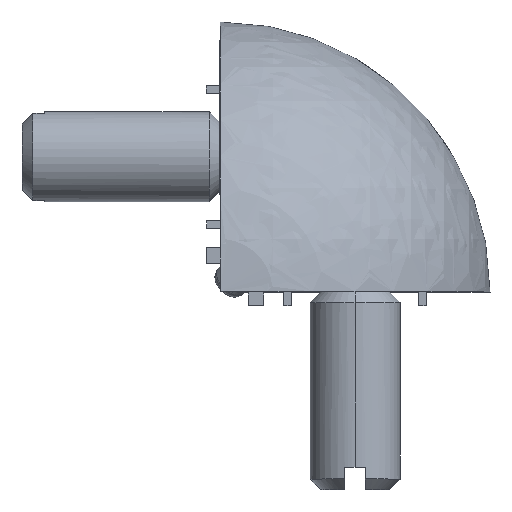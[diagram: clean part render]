
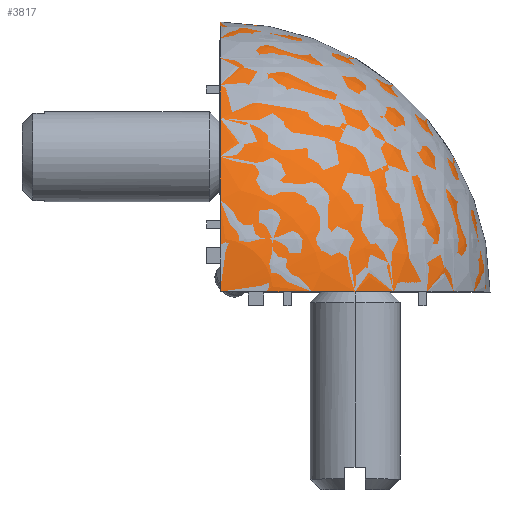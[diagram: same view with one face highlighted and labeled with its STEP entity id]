
A CAD part, top view. The second image highlights one B-rep face of the part: STEP entity #3817.
In plain terms, the highlighted spherical face has radius 30 mm.
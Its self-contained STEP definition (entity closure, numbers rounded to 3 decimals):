
#537 = DIRECTION ( 'NONE',  ( 0., 0., -1. ) ) ;
#550 = EDGE_CURVE ( 'NONE', #1616, #4859, #1058, .T. ) ;
#695 = CARTESIAN_POINT ( 'NONE',  ( 0., 0., 0. ) ) ;
#846 = ORIENTED_EDGE ( 'NONE', *, *, #2622, .T. ) ;
#1058 = CIRCLE ( 'NONE', #4302, 30. ) ;
#1105 = CIRCLE ( 'NONE', #4981, 30. ) ;
#1575 = ORIENTED_EDGE ( 'NONE', *, *, #550, .F. ) ;
#1616 = VERTEX_POINT ( 'NONE', #2251 ) ;
#2251 = CARTESIAN_POINT ( 'NONE',  ( 0., 30., 0. ) ) ;
#2622 = EDGE_CURVE ( 'NONE', #5253, #4859, #1105, .T. ) ;
#2773 = EDGE_CURVE ( 'NONE', #1616, #5253, #5642, .T. ) ;
#3183 = AXIS2_PLACEMENT_3D ( 'NONE', #695, #7159, #3611 ) ;
#3224 = DIRECTION ( 'NONE',  ( 0., 1., 0. ) ) ;
#3611 = DIRECTION ( 'NONE',  ( 1., 0., 0. ) ) ;
#3795 = DIRECTION ( 'NONE',  ( -1., 0., 0. ) ) ;
#3817 = ADVANCED_FACE ( 'NONE', ( #7193 ), #6078, .T. ) ;
#3897 = CARTESIAN_POINT ( 'NONE',  ( -30., 0., 0. ) ) ;
#4088 = CARTESIAN_POINT ( 'NONE',  ( 0., 0., 0. ) ) ;
#4116 = DIRECTION ( 'NONE',  ( 1., 0., 0. ) ) ;
#4302 = AXIS2_PLACEMENT_3D ( 'NONE', #4088, #4116, #537 ) ;
#4365 = DIRECTION ( 'NONE',  ( 0., 0., -1. ) ) ;
#4859 = VERTEX_POINT ( 'NONE', #5649 ) ;
#4981 = AXIS2_PLACEMENT_3D ( 'NONE', #7238, #5437, #4365 ) ;
#5103 = AXIS2_PLACEMENT_3D ( 'NONE', #7361, #3795, #3224 ) ;
#5253 = VERTEX_POINT ( 'NONE', #3897 ) ;
#5315 = EDGE_LOOP ( 'NONE', ( #846, #1575, #7132 ) ) ;
#5437 = DIRECTION ( 'NONE',  ( 0., 1., 0. ) ) ;
#5642 = CIRCLE ( 'NONE', #3183, 30. ) ;
#5649 = CARTESIAN_POINT ( 'NONE',  ( 0., 0., 30. ) ) ;
#6078 = SPHERICAL_SURFACE ( 'NONE', #5103, 30. ) ;
#7132 = ORIENTED_EDGE ( 'NONE', *, *, #2773, .T. ) ;
#7159 = DIRECTION ( 'NONE',  ( 0., 0., 1. ) ) ;
#7193 = FACE_OUTER_BOUND ( 'NONE', #5315, .T. ) ;
#7238 = CARTESIAN_POINT ( 'NONE',  ( 0., 0., 0. ) ) ;
#7361 = CARTESIAN_POINT ( 'NONE',  ( 0., 0., 0. ) ) ;
